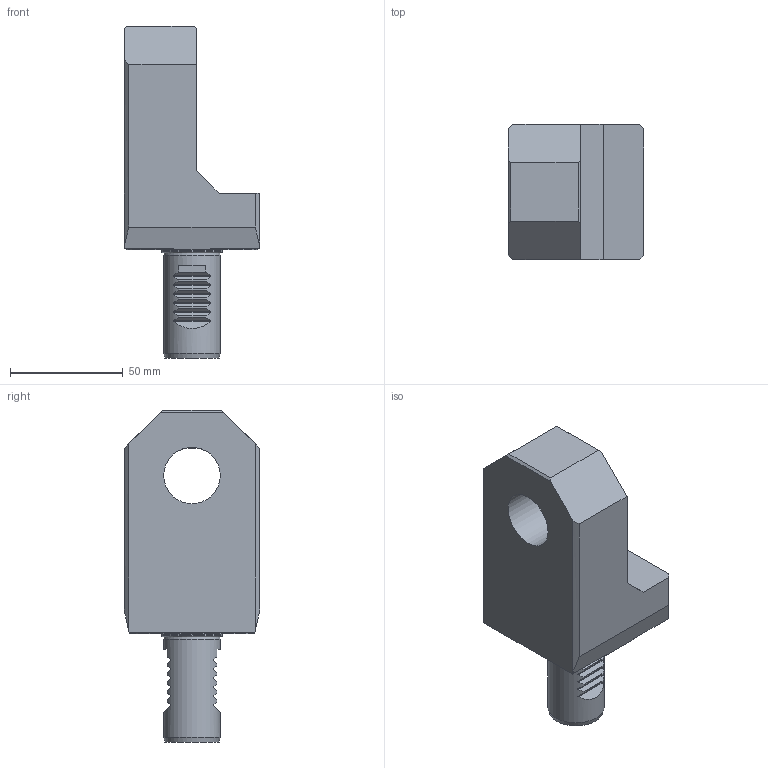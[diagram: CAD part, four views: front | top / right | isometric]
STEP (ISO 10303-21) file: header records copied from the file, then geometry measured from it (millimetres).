
FILE_DESCRIPTION(/* description */ (''),/* implementation_level */ '2;1');
FILE_NAME(/* name */ 'W1200039A.stp',/* time_stamp */ '2009-04-07T13:21:07+02:00',/* author */ (''),/* organization */ (''),/* preprocessor_version */ 'ST-DEVELOPER v11',/* originating_system */ 'UGS - NX 5.0',/* authorisation */ '');
FILE_SCHEMA (('AUTOMOTIVE_DESIGN { 1 0 10303 214 0 1 1 1 }'));
Length unit declared in the file: millimetre
Products named in the file (1): KrisFF3Ai974
Bounding box: 60 x 60 x 147 mm (x, y, z)
Volume: 230450.1 mm3; surface area: 30425.2 mm2
Topology: 1 solids, 1 shells, 93 faces, 246 edges, 162 vertices
Faces by surface type: plane 60, cylinder 21, cone 6, torus 6
Full cylindrical faces by diameter (mm): 25 x2, 27.08 x1
Entity records: 3225 total; most frequent: CARTESIAN_POINT 935, DIRECTION 475, ORIENTED_EDGE 458, EDGE_CURVE 229, AXIS2_PLACEMENT_3D 178, VERTEX_POINT 158, LINE 119, VECTOR 119
